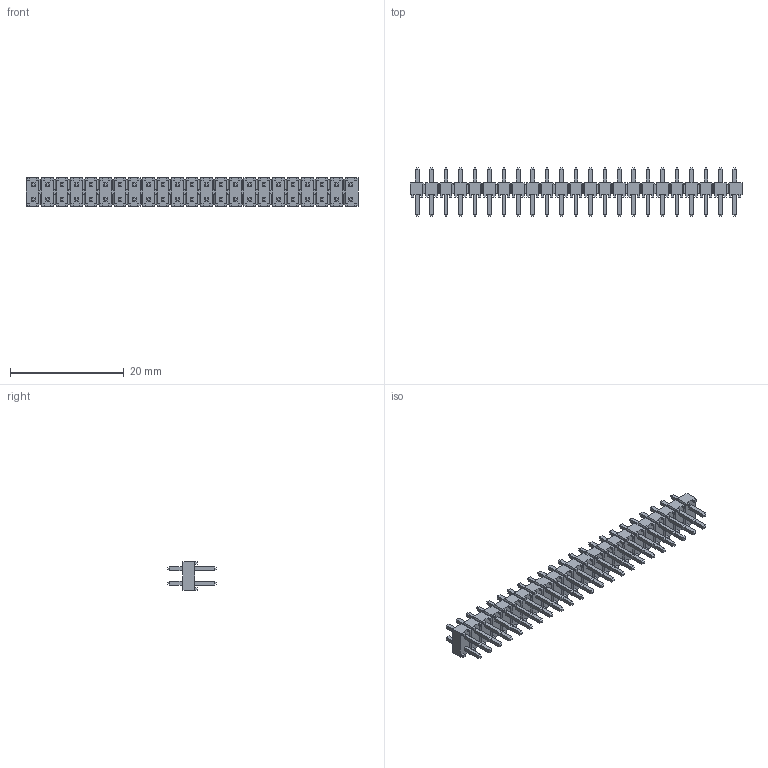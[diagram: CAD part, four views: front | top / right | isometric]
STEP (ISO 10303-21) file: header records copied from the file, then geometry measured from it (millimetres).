
FILE_DESCRIPTION(/* description */ ('STEP AP214'),/* implementation_level */ '2;1');
FILE_NAME(/* name */ 'TSW-123-05-G-D',/* time_stamp */ '2023-01-25T14:23:37+01:00',/* author */ ('License CC BY-ND 4.0'),/* organization */ ('CADENAS'),/* preprocessor_version */ 'ST-DEVELOPER v18.102',/* originating_system */ 'PARTsolutions',/* authorisation */ ' ');
FILE_SCHEMA (('AUTOMOTIVE_DESIGN {1 0 10303 214 3 1 1}'));
Length unit declared in the file: inch
Products named in the file (3): TSW-123-05-G-D; T-1S6-21-TSW-1-05-23-D; TSW-123-05-G-D_body
Assembly tree (2 placements, depth 2):
  TSW-123-05-G-D
    T-1S6-21-TSW-1-05-23-D
    TSW-123-05-G-D_body
Bounding box: 58.42 x 8.51 x 5.08 mm (x, y, z)
Volume: 713 mm3; surface area: 2611.9 mm2
Topology: 2 solids, 2 shells, 1920 faces, 4796 edges, 2928 vertices
Faces by surface type: plane 1920
Entity records: 55246 total; most frequent: CARTESIAN_POINT 9647, ORIENTED_EDGE 9592, DIRECTION 8642, EDGE_CURVE 4796, LINE 4796, VECTOR 4796, VERTEX_POINT 2928, EDGE_LOOP 2104
